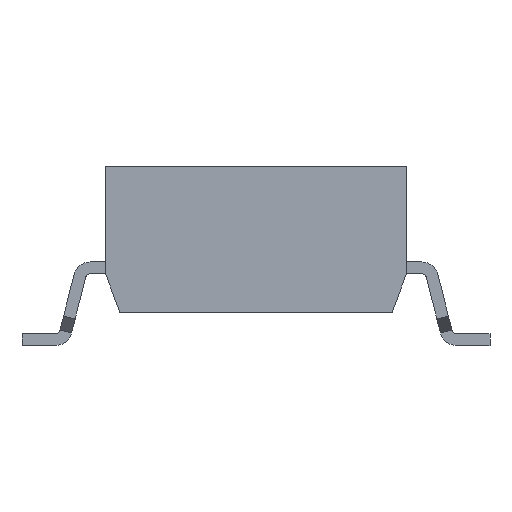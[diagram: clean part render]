
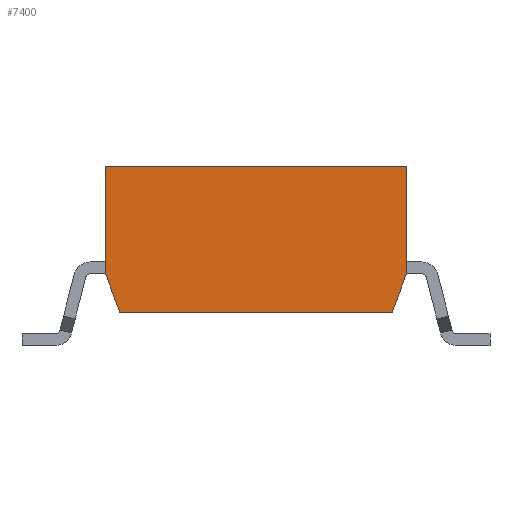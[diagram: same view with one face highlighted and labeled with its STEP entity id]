
A CAD part, left-side view. The second image highlights one B-rep face of the part: STEP entity #7400.
In plain terms, the highlighted planar face has unit normal (-1, 0, 0).
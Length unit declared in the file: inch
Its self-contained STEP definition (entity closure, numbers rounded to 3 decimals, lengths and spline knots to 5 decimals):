
#6075=CARTESIAN_POINT('',(-0.22047,0.12402,0.12008));
#6076=VERTEX_POINT('',#6075);
#6083=CARTESIAN_POINT('',(-0.22047,-0.12402,0.12008));
#6084=VERTEX_POINT('',#6083);
#6085=CARTESIAN_POINT('',(-0.22047,-0.12402,0.12008));
#6086=DIRECTION('',(0.0,1.0,0.0));
#6087=VECTOR('',#6086,0.24803);
#6088=LINE('',#6085,#6087);
#6089=EDGE_CURVE('',#6084,#6076,#6088,.T.);
#7156=CARTESIAN_POINT('',(-0.22047,0.12402,0.0315));
#7157=VERTEX_POINT('',#7156);
#7158=CARTESIAN_POINT('',(-0.22047,0.1122,0.));
#7159=VERTEX_POINT('',#7158);
#7160=CARTESIAN_POINT('',(-0.22047,0.12402,0.0315));
#7161=DIRECTION('',(0.0,-0.351,-0.936));
#7162=VECTOR('',#7161,0.03364);
#7163=LINE('',#7160,#7162);
#7164=EDGE_CURVE('',#7157,#7159,#7163,.T.);
#7224=CARTESIAN_POINT('',(-0.22047,-0.1122,0.));
#7225=VERTEX_POINT('',#7224);
#7226=CARTESIAN_POINT('',(-0.22047,-0.12402,0.0315));
#7227=VERTEX_POINT('',#7226);
#7228=CARTESIAN_POINT('',(-0.22047,-0.1122,0.));
#7229=DIRECTION('',(0.0,-0.351,0.936));
#7230=VECTOR('',#7229,0.03364);
#7231=LINE('',#7228,#7230);
#7232=EDGE_CURVE('',#7225,#7227,#7231,.T.);
#7306=CARTESIAN_POINT('',(-0.22047,0.12402,0.0315));
#7307=DIRECTION('',(0.0,0.0,1.0));
#7308=VECTOR('',#7307,0.08858);
#7309=LINE('',#7306,#7308);
#7310=EDGE_CURVE('',#7157,#6076,#7309,.T.);
#7339=CARTESIAN_POINT('',(-0.22047,-0.12402,0.0315));
#7340=DIRECTION('',(0.0,0.0,1.0));
#7341=VECTOR('',#7340,0.08858);
#7342=LINE('',#7339,#7341);
#7343=EDGE_CURVE('',#7227,#6084,#7342,.T.);
#7382=CARTESIAN_POINT('',(-0.22047,-0.13642,-0.006));
#7383=DIRECTION('',(-1.0,0.0,0.0));
#7384=DIRECTION('',(0.0,0.0,1.0));
#7385=AXIS2_PLACEMENT_3D('',#7382,#7383,#7384);
#7386=PLANE('',#7385);
#7387=ORIENTED_EDGE('',*,*,#7164,.T.);
#7388=CARTESIAN_POINT('',(-0.22047,-0.1122,0.0));
#7389=DIRECTION('',(0.0,1.0,0.0));
#7390=VECTOR('',#7389,0.22441);
#7391=LINE('',#7388,#7390);
#7392=EDGE_CURVE('',#7225,#7159,#7391,.T.);
#7393=ORIENTED_EDGE('',*,*,#7392,.F.);
#7394=ORIENTED_EDGE('',*,*,#7232,.T.);
#7395=ORIENTED_EDGE('',*,*,#7343,.T.);
#7396=ORIENTED_EDGE('',*,*,#6089,.T.);
#7397=ORIENTED_EDGE('',*,*,#7310,.F.);
#7398=EDGE_LOOP('',(#7387,#7393,#7394,#7395,#7396,#7397));
#7399=FACE_OUTER_BOUND('',#7398,.T.);
#7400=ADVANCED_FACE('',(#7399),#7386,.T.);
